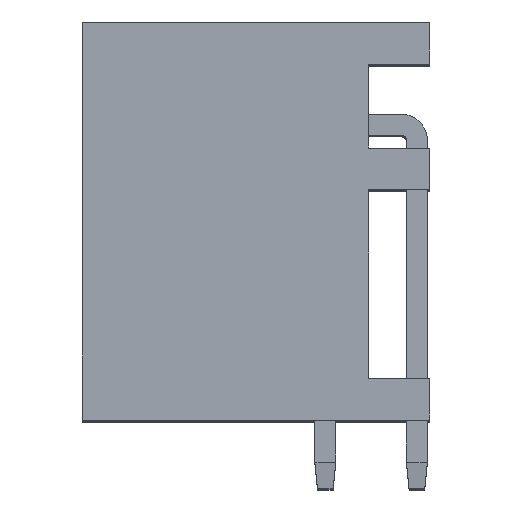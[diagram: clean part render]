
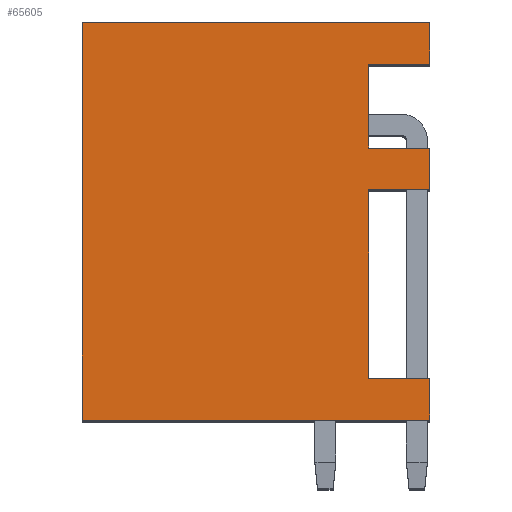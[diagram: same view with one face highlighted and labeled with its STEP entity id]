
A CAD part, top view. The second image highlights one B-rep face of the part: STEP entity #65605.
In plain terms, the highlighted planar face has unit normal (0, 0, 1).
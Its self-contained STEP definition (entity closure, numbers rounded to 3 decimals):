
#14145=DIRECTION('',(0.,-1.,0.));
#14146=VECTOR('',#14145,15.2);
#14147=CARTESIAN_POINT('',(-6.65,7.6,21.3));
#14148=LINE('',#14147,#14146);
#14152=DIRECTION('',(-1.,0.,0.));
#14153=VECTOR('',#14152,13.3);
#14154=CARTESIAN_POINT('',(6.65,7.6,21.3));
#14155=LINE('',#14154,#14153);
#14159=DIRECTION('',(0.,1.,0.));
#14160=VECTOR('',#14159,1.6);
#14161=CARTESIAN_POINT('',(6.65,6.,21.3));
#14162=LINE('',#14161,#14160);
#14166=DIRECTION('',(1.,0.,0.));
#14167=VECTOR('',#14166,2.35);
#14168=CARTESIAN_POINT('',(4.3,6.,21.3));
#14169=LINE('',#14168,#14167);
#14173=DIRECTION('',(0.,1.,0.));
#14174=VECTOR('',#14173,3.2);
#14175=CARTESIAN_POINT('',(4.3,2.8,21.3));
#14176=LINE('',#14175,#14174);
#14180=DIRECTION('',(-1.,0.,0.));
#14181=VECTOR('',#14180,2.35);
#14182=CARTESIAN_POINT('',(6.65,2.8,21.3));
#14183=LINE('',#14182,#14181);
#14187=DIRECTION('',(0.,1.,0.));
#14188=VECTOR('',#14187,1.6);
#14189=CARTESIAN_POINT('',(6.65,1.2,21.3));
#14190=LINE('',#14189,#14188);
#14194=DIRECTION('',(1.,0.,0.));
#14195=VECTOR('',#14194,2.35);
#14196=CARTESIAN_POINT('',(4.3,1.2,21.3));
#14197=LINE('',#14196,#14195);
#14201=DIRECTION('',(0.,1.,0.));
#14202=VECTOR('',#14201,7.2);
#14203=CARTESIAN_POINT('',(4.3,-6.,21.3));
#14204=LINE('',#14203,#14202);
#14208=DIRECTION('',(-1.,0.,0.));
#14209=VECTOR('',#14208,2.35);
#14210=CARTESIAN_POINT('',(6.65,-6.,21.3));
#14211=LINE('',#14210,#14209);
#14215=DIRECTION('',(0.,1.,0.));
#14216=VECTOR('',#14215,1.6);
#14217=CARTESIAN_POINT('',(6.65,-7.6,21.3));
#14218=LINE('',#14217,#14216);
#14222=DIRECTION('',(1.,0.,0.));
#14223=VECTOR('',#14222,13.3);
#14224=CARTESIAN_POINT('',(-6.65,-7.6,21.3));
#14225=LINE('',#14224,#14223);
#49968=CARTESIAN_POINT('',(-6.65,7.6,21.3));
#49969=CARTESIAN_POINT('',(-6.65,-7.6,21.3));
#49970=VERTEX_POINT('',#49968);
#49971=VERTEX_POINT('',#49969);
#49972=CARTESIAN_POINT('',(6.65,-7.6,21.3));
#49973=VERTEX_POINT('',#49972);
#49974=CARTESIAN_POINT('',(6.65,-6.,21.3));
#49975=VERTEX_POINT('',#49974);
#49976=CARTESIAN_POINT('',(4.3,-6.,21.3));
#49977=VERTEX_POINT('',#49976);
#49978=CARTESIAN_POINT('',(4.3,1.2,21.3));
#49979=VERTEX_POINT('',#49978);
#49980=CARTESIAN_POINT('',(6.65,1.2,21.3));
#49981=VERTEX_POINT('',#49980);
#49982=CARTESIAN_POINT('',(6.65,2.8,21.3));
#49983=VERTEX_POINT('',#49982);
#49984=CARTESIAN_POINT('',(4.3,2.8,21.3));
#49985=VERTEX_POINT('',#49984);
#49986=CARTESIAN_POINT('',(4.3,6.,21.3));
#49987=VERTEX_POINT('',#49986);
#49988=CARTESIAN_POINT('',(6.65,6.,21.3));
#49989=VERTEX_POINT('',#49988);
#49990=CARTESIAN_POINT('',(6.65,7.6,21.3));
#49991=VERTEX_POINT('',#49990);
#65579=CARTESIAN_POINT('',(0.,0.,21.3));
#65580=DIRECTION('',(0.,0.,1.));
#65581=DIRECTION('',(1.,0.,0.));
#65582=AXIS2_PLACEMENT_3D('',#65579,#65580,#65581);
#65583=PLANE('',#65582);
#65584=ORIENTED_EDGE('',*,*,#63104,.F.);
#65585=ORIENTED_EDGE('',*,*,#59759,.F.);
#65586=ORIENTED_EDGE('',*,*,#62161,.F.);
#65588=ORIENTED_EDGE('',*,*,#65587,.F.);
#65590=ORIENTED_EDGE('',*,*,#65589,.F.);
#65592=ORIENTED_EDGE('',*,*,#65591,.F.);
#65594=ORIENTED_EDGE('',*,*,#65593,.F.);
#65596=ORIENTED_EDGE('',*,*,#65595,.F.);
#65598=ORIENTED_EDGE('',*,*,#65597,.F.);
#65600=ORIENTED_EDGE('',*,*,#65599,.F.);
#65601=ORIENTED_EDGE('',*,*,#62603,.F.);
#65602=ORIENTED_EDGE('',*,*,#65304,.F.);
#65603=EDGE_LOOP('',(#65584,#65585,#65586,#65588,#65590,#65592,#65594,#65596,
#65598,#65600,#65601,#65602));
#65604=FACE_OUTER_BOUND('',#65603,.F.);
#59759=EDGE_CURVE('',#49991,#49970,#14155,.T.);
#62161=EDGE_CURVE('',#49989,#49991,#14162,.T.);
#62603=EDGE_CURVE('',#49973,#49975,#14218,.T.);
#63104=EDGE_CURVE('',#49970,#49971,#14148,.T.);
#65304=EDGE_CURVE('',#49971,#49973,#14225,.T.);
#65587=EDGE_CURVE('',#49987,#49989,#14169,.T.);
#65589=EDGE_CURVE('',#49985,#49987,#14176,.T.);
#65591=EDGE_CURVE('',#49983,#49985,#14183,.T.);
#65593=EDGE_CURVE('',#49981,#49983,#14190,.T.);
#65595=EDGE_CURVE('',#49979,#49981,#14197,.T.);
#65597=EDGE_CURVE('',#49977,#49979,#14204,.T.);
#65599=EDGE_CURVE('',#49975,#49977,#14211,.T.);
#65605=ADVANCED_FACE('',(#65604),#65583,.T.);
